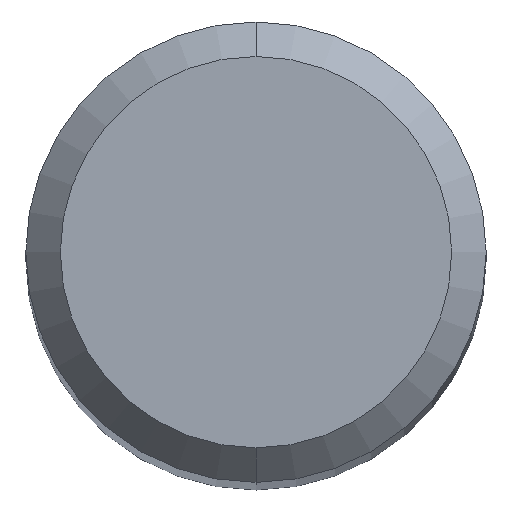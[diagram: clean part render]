
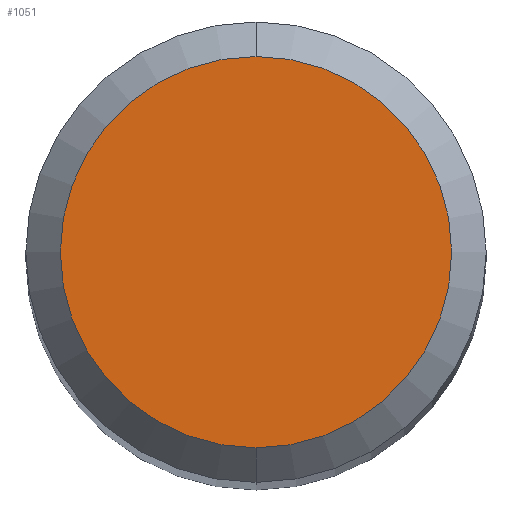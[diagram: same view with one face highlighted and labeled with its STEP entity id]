
A CAD part, top view. The second image highlights one B-rep face of the part: STEP entity #1051.
In plain terms, the highlighted planar face has unit normal (0, 0, 1).
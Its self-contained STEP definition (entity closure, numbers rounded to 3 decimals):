
#695=EDGE_CURVE('',#1091,#1129,#1549,.T.);
#983=EDGE_CURVE('',#1129,#1091,#1861,.T.);
#1051=ADVANCED_FACE('',(#1933),#1934,.T.);
#1091=VERTEX_POINT('',#1979);
#1129=VERTEX_POINT('',#2018);
#1549=CIRCLE('',#3332,1.7);
#1861=CIRCLE('',#4822,1.7);
#1933=FACE_OUTER_BOUND('',#5092,.T.);
#1934=PLANE('',#5093);
#1979=CARTESIAN_POINT('',(0.0,1.7,0.0));
#2018=CARTESIAN_POINT('',(0.,-1.7,0.0));
#3332=AXIS2_PLACEMENT_3D('',#6184,#6185,#6186);
#4822=AXIS2_PLACEMENT_3D('',#6456,#6457,#6458);
#5092=EDGE_LOOP('',(#6528,#6529));
#5093=AXIS2_PLACEMENT_3D('',#6530,#6531,#6532);
#6184=CARTESIAN_POINT('',(0.0,0.0,0.0));
#6185=DIRECTION('',(0.0,0.0,-1.0));
#6186=DIRECTION('',(0.0,1.0,0.0));
#6456=CARTESIAN_POINT('',(0.0,0.0,0.0));
#6457=DIRECTION('',(0.0,0.0,-1.0));
#6458=DIRECTION('',(0.0,1.0,0.0));
#6528=ORIENTED_EDGE('',*,*,#695,.F.);
#6529=ORIENTED_EDGE('',*,*,#983,.F.);
#6530=CARTESIAN_POINT('',(0.0,0.85,0.0));
#6531=DIRECTION('',(-0.0,0.0,1.0));
#6532=DIRECTION('',(0.0,-1.0,0.0));
